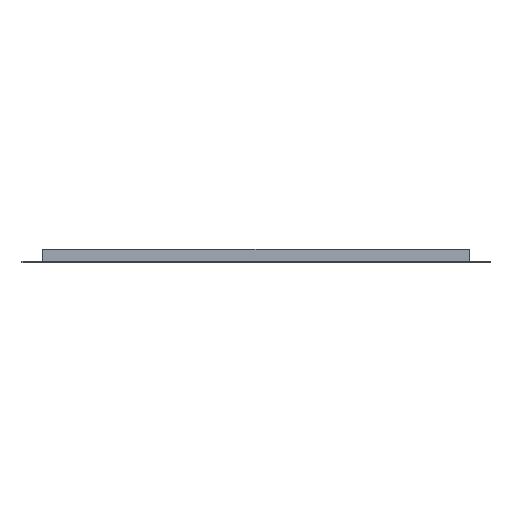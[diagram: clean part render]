
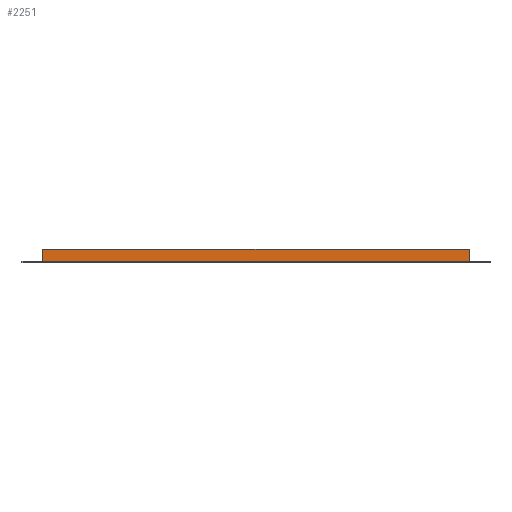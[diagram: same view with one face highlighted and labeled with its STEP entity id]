
A CAD part, left-side view. The second image highlights one B-rep face of the part: STEP entity #2251.
In plain terms, the highlighted planar face has unit normal (-1, 0, 0).
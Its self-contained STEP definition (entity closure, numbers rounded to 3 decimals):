
#11 = CARTESIAN_POINT ( 'NONE',  ( -925., 310., 20. ) ) ;
#125 = CARTESIAN_POINT ( 'NONE',  ( -925., -310., 20. ) ) ;
#134 = DIRECTION ( 'NONE',  ( 0., 0., 1. ) ) ;
#187 = CARTESIAN_POINT ( 'NONE',  ( -925., 310., 2.51 ) ) ;
#220 = CARTESIAN_POINT ( 'NONE',  ( -925., -310., 20. ) ) ;
#236 = CARTESIAN_POINT ( 'NONE',  ( -925., -310., 2.51 ) ) ;
#311 = EDGE_LOOP ( 'NONE', ( #1383, #1452, #1365, #1340 ) ) ;
#359 = CARTESIAN_POINT ( 'NONE',  ( -925., -310., 2.51 ) ) ;
#397 = LINE ( 'NONE', #1979, #428 ) ;
#399 = VECTOR ( 'NONE', #1033, 1000. ) ;
#417 = LINE ( 'NONE', #1028, #399 ) ;
#428 = VECTOR ( 'NONE', #1026, 1000. ) ;
#436 = VECTOR ( 'NONE', #2277, 1000. ) ;
#445 = LINE ( 'NONE', #359, #436 ) ;
#534 = FACE_OUTER_BOUND ( 'NONE', #311, .T. ) ;
#581 = AXIS2_PLACEMENT_3D ( 'NONE', #1773, #1799, #1797 ) ;
#670 = EDGE_CURVE ( 'NONE', #874, #858, #445, .T. ) ;
#673 = EDGE_CURVE ( 'NONE', #848, #858, #397, .T. ) ;
#679 = EDGE_CURVE ( 'NONE', #892, #848, #417, .T. ) ;
#848 = VERTEX_POINT ( 'NONE', #11 ) ;
#858 = VERTEX_POINT ( 'NONE', #187 ) ;
#874 = VERTEX_POINT ( 'NONE', #236 ) ;
#892 = VERTEX_POINT ( 'NONE', #220 ) ;
#967 = EDGE_CURVE ( 'NONE', #874, #892, #2197, .T. ) ;
#1026 = DIRECTION ( 'NONE',  ( 0., 0., -1. ) ) ;
#1028 = CARTESIAN_POINT ( 'NONE',  ( -925., 310., 20. ) ) ;
#1033 = DIRECTION ( 'NONE',  ( 0., 1., 0. ) ) ;
#1340 = ORIENTED_EDGE ( 'NONE', *, *, #673, .T. ) ;
#1365 = ORIENTED_EDGE ( 'NONE', *, *, #679, .T. ) ;
#1383 = ORIENTED_EDGE ( 'NONE', *, *, #670, .F. ) ;
#1452 = ORIENTED_EDGE ( 'NONE', *, *, #967, .T. ) ;
#1773 = CARTESIAN_POINT ( 'NONE',  ( -925., -310., 2.5 ) ) ;
#1785 = PLANE ( 'NONE',  #581 ) ;
#1797 = DIRECTION ( 'NONE',  ( 0., 1., 0. ) ) ;
#1799 = DIRECTION ( 'NONE',  ( 1., 0., 0. ) ) ;
#1979 = CARTESIAN_POINT ( 'NONE',  ( -925., 310., 2.5 ) ) ;
#2179 = VECTOR ( 'NONE', #134, 1000. ) ;
#2197 = LINE ( 'NONE', #125, #2179 ) ;
#2251 = ADVANCED_FACE ( 'NONE', ( #534 ), #1785, .F. ) ;
#2277 = DIRECTION ( 'NONE',  ( 0., 1., 0. ) ) ;
